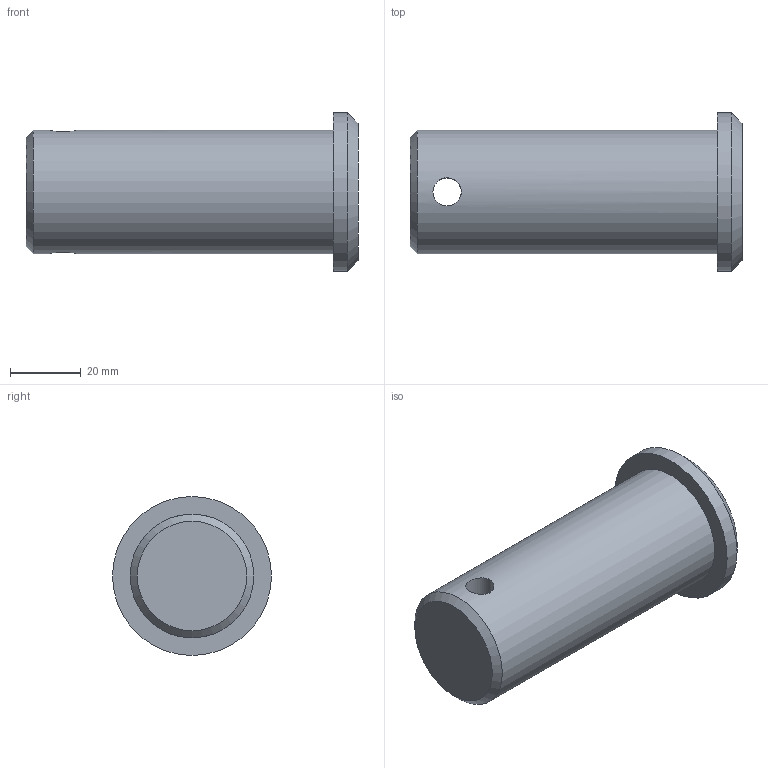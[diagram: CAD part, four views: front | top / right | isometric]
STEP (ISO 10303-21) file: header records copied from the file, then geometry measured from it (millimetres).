
FILE_DESCRIPTION (( 'STEP AP214' ), '1' );
FILE_NAME ('76.04.01.0014.step', '2021-04-02T17:59:58', ( '' ), ( '' ), 'SwSTEP 2.0', 'SolidWorks 2021', '' );
FILE_SCHEMA (( 'AUTOMOTIVE_DESIGN' ));
Length unit declared in the file: millimetre
Products named in the file (1): 76.04.01.0014
Bounding box: 94 x 45 x 45 mm (x, y, z)
Volume: 92270 mm3; surface area: 14109.3 mm2
Topology: 1 solids, 1 shells, 8 faces, 15 edges, 9 vertices
Faces by surface type: plane 3, cylinder 3, cone 2
Full cylindrical faces by diameter (mm): 8 x1, 35 x1, 45 x1
Entity records: 326 total; most frequent: CARTESIAN_POINT 155, DIRECTION 30, EDGE_LOOP 16, ORIENTED_EDGE 16, AXIS2_PLACEMENT_3D 15, FACE_OUTER_BOUND 11, EDGE_CURVE 8, ADVANCED_FACE 8
